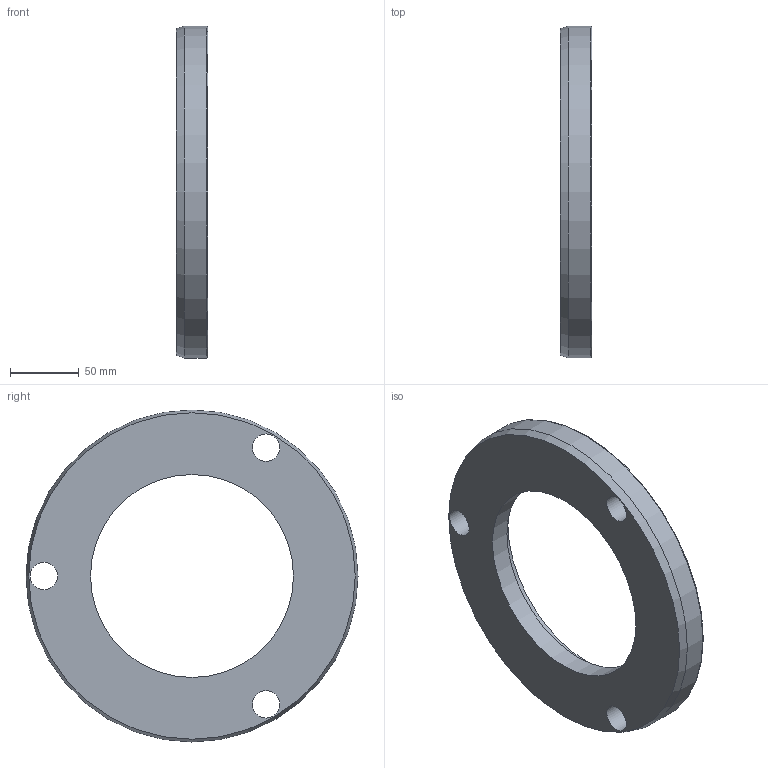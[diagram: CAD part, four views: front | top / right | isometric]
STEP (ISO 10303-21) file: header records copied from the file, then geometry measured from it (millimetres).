
FILE_DESCRIPTION(('STEP AP242'), '1');
FILE_NAME('42 Ôëàíåö íàæèìíîé çàäíåâîãî êîíöåâîãî óïëîòíåíèÿ (áóêñà ñàëüíèêà)', '', ('UNSPECIFIED'), ('UNSPECIFIED'), 'C3D Converter', 'C3D Toolkit', '');
FILE_SCHEMA(('AP242_MANAGED_MODEL_BASED_3D_ENGINEERING_MIM_LF { 1 0 10303 442 1 1 4 }'));
Length unit declared in the file: millimetre
Bounding box: 23 x 242 x 242 mm (x, y, z)
Volume: 608586.7 mm3; surface area: 86940.1 mm2
Topology: 1 solids, 1 shells, 11 faces, 22 edges, 14 vertices
Faces by surface type: cylinder 6, plane 3, torus 1, cone 1
Full cylindrical faces by diameter (mm): 20 x3, 148 x1, 162 x1, 242 x1
Entity records: 398 total; most frequent: DIRECTION 52, CARTESIAN_POINT 40, EDGE_LOOP 28, ORIENTED_EDGE 28, AXIS2_PLACEMENT_3D 26, FACE_OUTER_BOUND 16, EDGE_CURVE 14, VERTEX_POINT 14
